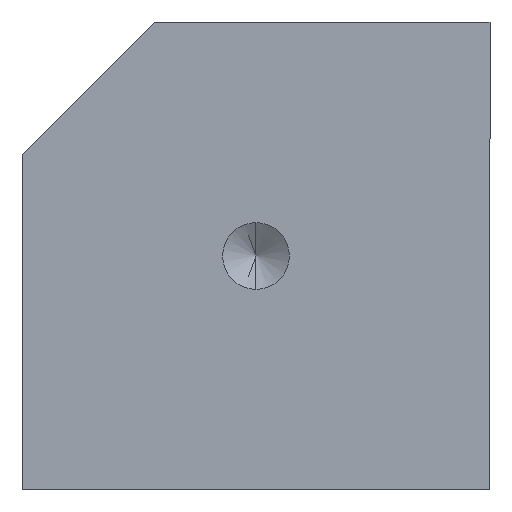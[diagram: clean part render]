
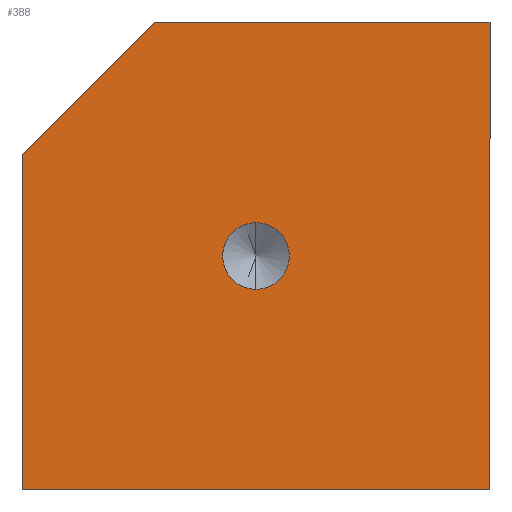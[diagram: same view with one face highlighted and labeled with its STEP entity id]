
A CAD part, front view. The second image highlights one B-rep face of the part: STEP entity #388.
In plain terms, the highlighted planar face has unit normal (0, -1, 0).
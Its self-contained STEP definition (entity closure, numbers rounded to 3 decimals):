
#46 = EDGE_CURVE ( 'NONE', #725, #1089, #915, .T. ) ;
#65 = EDGE_CURVE ( 'NONE', #484, #323, #819, .T. ) ;
#98 = CARTESIAN_POINT ( 'NONE',  ( 15.875, 0., 0. ) ) ;
#101 = EDGE_CURVE ( 'NONE', #1281, #1222, #1347, .T. ) ;
#132 = VERTEX_POINT ( 'NONE', #1139 ) ;
#143 = ORIENTED_EDGE ( 'NONE', *, *, #542, .F. ) ;
#165 = CARTESIAN_POINT ( 'NONE',  ( 0., 0., 0. ) ) ;
#189 = EDGE_LOOP ( 'NONE', ( #1288, #1438, #301, #1009, #858 ) ) ;
#197 = CARTESIAN_POINT ( 'NONE',  ( 7.938, 0., 6.807 ) ) ;
#236 = DIRECTION ( 'NONE',  ( 0., -1., 0. ) ) ;
#287 = DIRECTION ( 'NONE',  ( 0., -1., 0. ) ) ;
#301 = ORIENTED_EDGE ( 'NONE', *, *, #545, .F. ) ;
#323 = VERTEX_POINT ( 'NONE', #197 ) ;
#326 = DIRECTION ( 'NONE',  ( 0., 0., -1. ) ) ;
#374 = CARTESIAN_POINT ( 'NONE',  ( 0., 0., 11.385 ) ) ;
#378 = DIRECTION ( 'NONE',  ( 1., 0., 0. ) ) ;
#388 = ADVANCED_FACE ( 'NONE', ( #513, #528 ), #983, .F. ) ;
#390 = CARTESIAN_POINT ( 'NONE',  ( 0., 0., 0. ) ) ;
#462 = DIRECTION ( 'NONE',  ( 0., 0., 1. ) ) ;
#484 = VERTEX_POINT ( 'NONE', #924 ) ;
#513 = FACE_BOUND ( 'NONE', #597, .T. ) ;
#515 = AXIS2_PLACEMENT_3D ( 'NONE', #683, #236, #326 ) ;
#528 = FACE_OUTER_BOUND ( 'NONE', #189, .T. ) ;
#531 = AXIS2_PLACEMENT_3D ( 'NONE', #1299, #287, #1289 ) ;
#542 = EDGE_CURVE ( 'NONE', #323, #484, #1382, .T. ) ;
#545 = EDGE_CURVE ( 'NONE', #132, #1281, #1184, .T. ) ;
#564 = CARTESIAN_POINT ( 'NONE',  ( 4.49, 0., 15.875 ) ) ;
#581 = VECTOR ( 'NONE', #945, 1000. ) ;
#596 = ORIENTED_EDGE ( 'NONE', *, *, #65, .F. ) ;
#597 = EDGE_LOOP ( 'NONE', ( #143, #596 ) ) ;
#614 = EDGE_CURVE ( 'NONE', #1222, #725, #1064, .T. ) ;
#670 = CARTESIAN_POINT ( 'NONE',  ( 0., 0., 11.385 ) ) ;
#683 = CARTESIAN_POINT ( 'NONE',  ( 7.938, 0., 7.938 ) ) ;
#725 = VERTEX_POINT ( 'NONE', #1012 ) ;
#756 = CARTESIAN_POINT ( 'NONE',  ( 0., 0., 0. ) ) ;
#779 = DIRECTION ( 'NONE',  ( 0.707, 0., 0.707 ) ) ;
#819 = CIRCLE ( 'NONE', #515, 1.13 ) ;
#858 = ORIENTED_EDGE ( 'NONE', *, *, #46, .F. ) ;
#915 = LINE ( 'NONE', #1035, #1158 ) ;
#919 = VECTOR ( 'NONE', #779, 1000. ) ;
#924 = CARTESIAN_POINT ( 'NONE',  ( 7.938, 0., 9.068 ) ) ;
#945 = DIRECTION ( 'NONE',  ( -1., 0., 0. ) ) ;
#983 = PLANE ( 'NONE',  #1245 ) ;
#1009 = ORIENTED_EDGE ( 'NONE', *, *, #1339, .F. ) ;
#1012 = CARTESIAN_POINT ( 'NONE',  ( 15.875, 0., 15.875 ) ) ;
#1035 = CARTESIAN_POINT ( 'NONE',  ( 15.875, 0., 0. ) ) ;
#1064 = LINE ( 'NONE', #1427, #1359 ) ;
#1089 = VERTEX_POINT ( 'NONE', #98 ) ;
#1127 = VECTOR ( 'NONE', #1435, 1000. ) ;
#1139 = CARTESIAN_POINT ( 'NONE',  ( 0., 0., 0. ) ) ;
#1158 = VECTOR ( 'NONE', #1260, 1000. ) ;
#1184 = LINE ( 'NONE', #165, #1127 ) ;
#1222 = VERTEX_POINT ( 'NONE', #564 ) ;
#1245 = AXIS2_PLACEMENT_3D ( 'NONE', #756, #1387, #462 ) ;
#1260 = DIRECTION ( 'NONE',  ( 0., 0., -1. ) ) ;
#1281 = VERTEX_POINT ( 'NONE', #374 ) ;
#1288 = ORIENTED_EDGE ( 'NONE', *, *, #614, .F. ) ;
#1289 = DIRECTION ( 'NONE',  ( 0., 0., -1. ) ) ;
#1299 = CARTESIAN_POINT ( 'NONE',  ( 7.938, 0., 7.938 ) ) ;
#1339 = EDGE_CURVE ( 'NONE', #1089, #132, #1415, .T. ) ;
#1347 = LINE ( 'NONE', #670, #919 ) ;
#1359 = VECTOR ( 'NONE', #378, 1000. ) ;
#1382 = CIRCLE ( 'NONE', #531, 1.13 ) ;
#1387 = DIRECTION ( 'NONE',  ( 0., 1., 0. ) ) ;
#1415 = LINE ( 'NONE', #390, #581 ) ;
#1427 = CARTESIAN_POINT ( 'NONE',  ( 0., 0., 15.875 ) ) ;
#1435 = DIRECTION ( 'NONE',  ( 0., 0., 1. ) ) ;
#1438 = ORIENTED_EDGE ( 'NONE', *, *, #101, .F. ) ;
